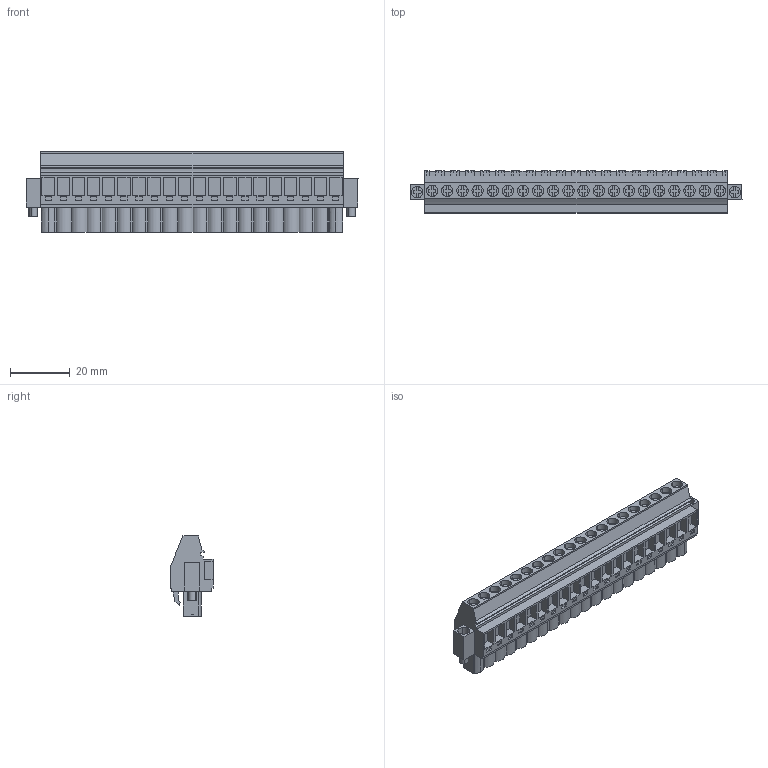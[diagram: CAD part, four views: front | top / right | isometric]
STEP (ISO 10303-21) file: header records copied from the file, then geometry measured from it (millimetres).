
FILE_DESCRIPTION(('CATIA V5 STEP','CAx-IF Rec.Pracs.--- Model Styling and Organization---1.2---2011-12-15'),'2;1');
FILE_NAME ('D1460176_0_1950490000_1950490000.stp','2017-09-09T10:08:04+00:00',('none'),('Weidmueller'),'CATIA Version 5-6 Release 2014','CATIA V5 STEP AP214','none');
FILE_SCHEMA(('AUTOMOTIVE_DESIGN { 1 0 10303 214 1 1 1 1 }'));
Length unit declared in the file: millimetre
Products named in the file (1): 1950490000
Bounding box: 111.4 x 14.1 x 27.1 mm (x, y, z)
Volume: 23463.8 mm3; surface area: 14013.8 mm2
Topology: 23 solids, 23 shells, 1340 faces, 3746 edges, 2539 vertices
Faces by surface type: plane 1138, cylinder 198, extrusion 4
Entity records: 40391 total; most frequent: CARTESIAN_POINT 7805, ORIENTED_EDGE 7492, DIRECTION 5376, EDGE_CURVE 3746, VECTOR 3258, LINE 3254, VERTEX_POINT 2539, EDGE_LOOP 1433
